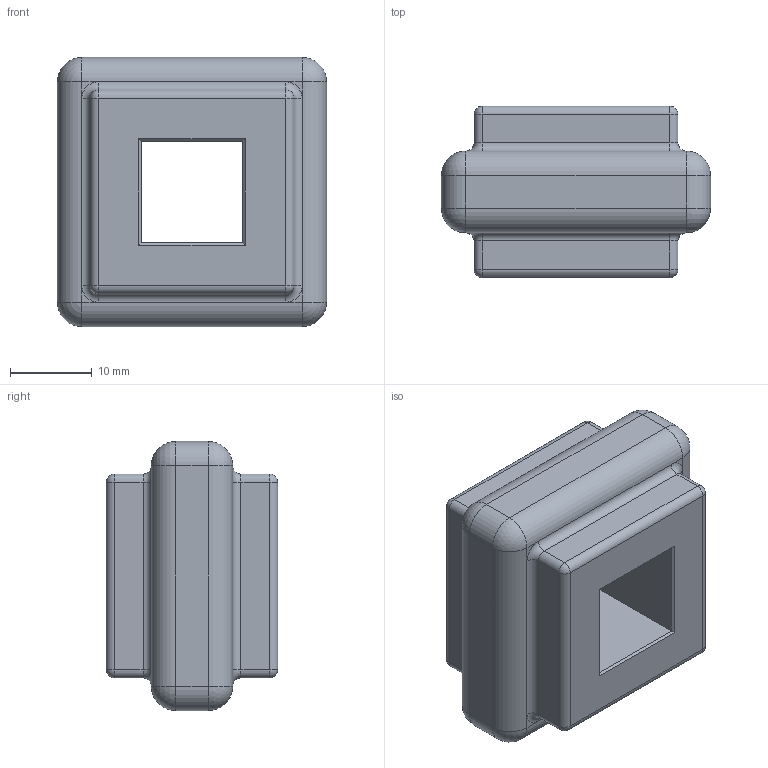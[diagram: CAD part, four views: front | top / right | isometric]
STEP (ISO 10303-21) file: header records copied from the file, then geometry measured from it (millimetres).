
FILE_DESCRIPTION (( 'STEP AP203' ), '1' );
FILE_NAME ('1347-5.step', '2015-09-17T14:42:16', ( '' ), ( '' ), 'SwSTEP 2.0', 'SolidWorks 2015', '' );
FILE_SCHEMA (( 'CONFIG_CONTROL_DESIGN' ));
Length unit declared in the file: millimetre
Products named in the file (1): 1347-5
Bounding box: 33 x 21 x 33 mm (x, y, z)
Volume: 13921.4 mm3; surface area: 4731.8 mm2
Topology: 1 solids, 1 shells, 94 faces, 204 edges, 96 vertices
Faces by surface type: cylinder 36, plane 34, sphere 16, torus 8
Entity records: 2429 total; most frequent: DIRECTION 458, CARTESIAN_POINT 379, ORIENTED_EDGE 376, EDGE_CURVE 188, AXIS2_PLACEMENT_3D 175, VECTOR 108, LINE 108, EDGE_LOOP 96
